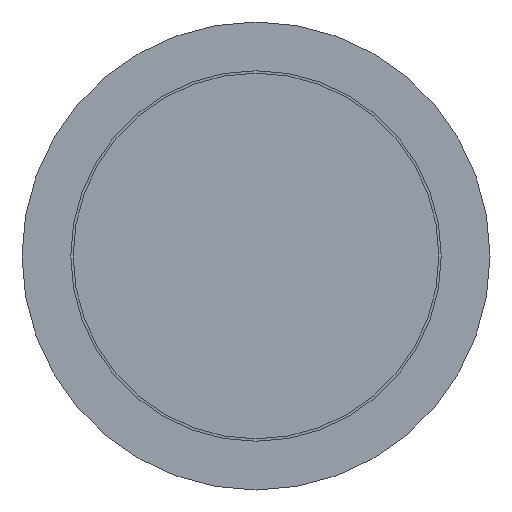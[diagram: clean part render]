
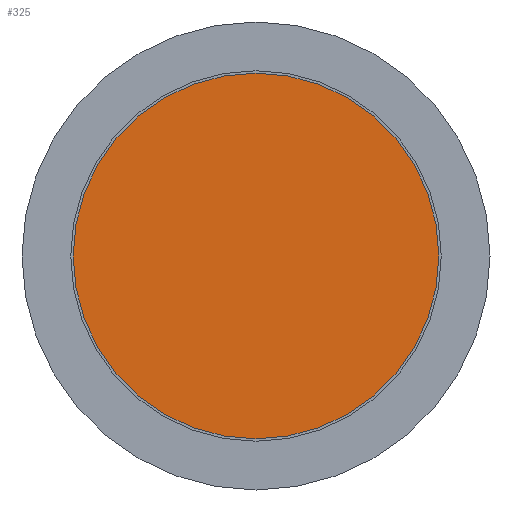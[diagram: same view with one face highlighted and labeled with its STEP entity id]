
A CAD part, front view. The second image highlights one B-rep face of the part: STEP entity #325.
In plain terms, the highlighted planar face has unit normal (0, -1, 0).
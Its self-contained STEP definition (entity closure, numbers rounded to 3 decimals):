
#1 = CIRCLE ( 'NONE', #72, 18.75 ) ;
#10 = AXIS2_PLACEMENT_3D ( 'NONE', #316, #11, #390 ) ;
#11 = DIRECTION ( 'NONE',  ( 0., 1., 0. ) ) ;
#72 = AXIS2_PLACEMENT_3D ( 'NONE', #424, #180, #267 ) ;
#89 = CARTESIAN_POINT ( 'NONE',  ( 0., 0., -18.75 ) ) ;
#157 = ORIENTED_EDGE ( 'NONE', *, *, #289, .T. ) ;
#180 = DIRECTION ( 'NONE',  ( 0., -1., 0. ) ) ;
#183 = PLANE ( 'NONE',  #10 ) ;
#189 = FACE_OUTER_BOUND ( 'NONE', #240, .T. ) ;
#240 = EDGE_LOOP ( 'NONE', ( #157 ) ) ;
#267 = DIRECTION ( 'NONE',  ( 0., 0., -1. ) ) ;
#289 = EDGE_CURVE ( 'NONE', #422, #422, #1, .T. ) ;
#316 = CARTESIAN_POINT ( 'NONE',  ( -18.75, 0., 0. ) ) ;
#325 = ADVANCED_FACE ( 'NONE', ( #189 ), #183, .F. ) ;
#390 = DIRECTION ( 'NONE',  ( 0., 0., 1. ) ) ;
#422 = VERTEX_POINT ( 'NONE', #89 ) ;
#424 = CARTESIAN_POINT ( 'NONE',  ( 0., 0., 0. ) ) ;
